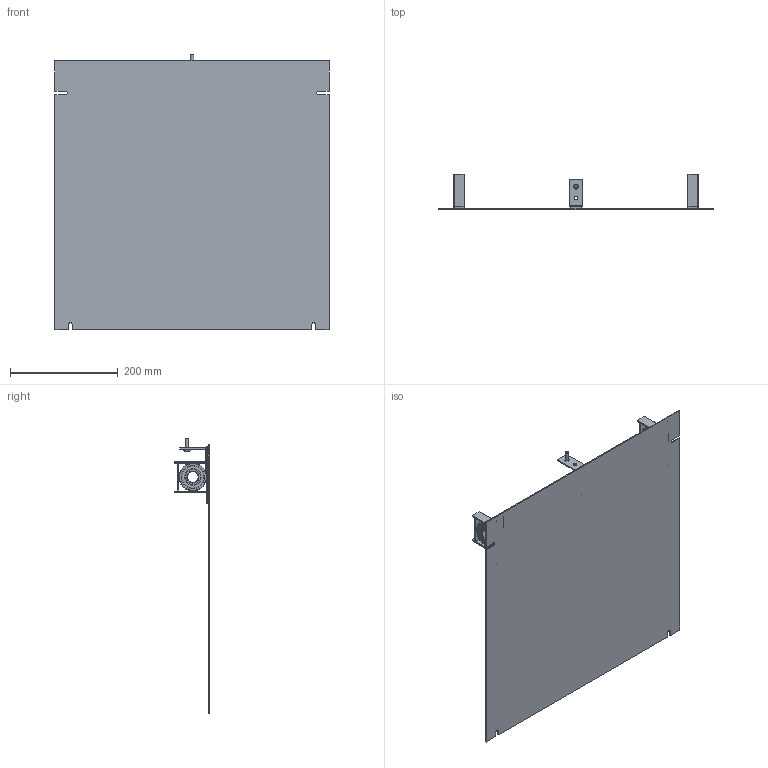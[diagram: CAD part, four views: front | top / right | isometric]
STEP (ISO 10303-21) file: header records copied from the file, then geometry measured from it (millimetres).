
FILE_DESCRIPTION(/* description */ ('CAx-IF Rec.Pracs.---Representation and Presentation of Product Manufacturing Information (PMI)---4.0---2014-10-13','CAx-IF Rec.Pracs.---3D Tessellated Geometry---0.4---2014-09-14','2;1'),/* implementation_level */ '2;1');
FILE_NAME(/* name */ 'A_Crank_Side_Panel',/* time_stamp */ '2024-04-10T10:21:05+02:00',/* author */ ('Philippe COLBACH'),/* organization */ ('ETH Zurich'),/* preprocessor_version */ 'ST-DEVELOPER v18.1',/* originating_system */ 'SIEMENS PLM Software NX 1988',/* authorisation */ $);
FILE_SCHEMA (('AP242_MANAGED_MODEL_BASED_3D_ENGINEERING_MIM_LF { 1 0 10303 442 3 1 4 }'));
Length unit declared in the file: millimetre
Products named in the file (9): A_Crank_Side_Panel; Hex Head Screw, Grades A, B, DIN,M6x20; Single Row Radial Contact Ball Brg, 2RS W 2 Seals, DIN,6304_2RS; M_Bearing_Bracket_S_Side; M_Bearing_Bracket_S_Top; M_Bearing_Bracket_S_Base; M_Side_Panel_L; M_Corner_Bracket_Spacer; M_Corner_Bracket
Assembly tree (14 placements, depth 2):
  A_Crank_Side_Panel
    Hex Head Screw, Grades A, B, DIN,M6x20
    Single Row Radial Contact Ball Brg, 2RS W 2 Seals, DIN,6304_2RS  x2
    M_Bearing_Bracket_S_Side  x4
    M_Bearing_Bracket_S_Top  x2
    M_Bearing_Bracket_S_Base  x2
    M_Side_Panel_L
    M_Corner_Bracket_Spacer
    M_Corner_Bracket
Bounding box: 510 x 64.75 x 512 mm (x, y, z)
Volume: 587328.7 mm3; surface area: 575563.8 mm2
Topology: 48 solids, 48 shells, 238 faces, 552 edges, 364 vertices
Faces by surface type: plane 114, cylinder 76, sphere 28, cone 15, torus 5
Full cylindrical faces by diameter (mm): 6 x5, 8.88 x1, 20 x2, 28.52 x8, 30.667 x4, 41.333 x4, 43.48 x8, 52 x2
Entity records: 5189 total; most frequent: DIRECTION 950, CARTESIAN_POINT 869, ORIENTED_EDGE 512, AXIS2_PLACEMENT_3D 401, EDGE_CURVE 256, VERTEX_POINT 198, FACE_BOUND 192, EDGE_LOOP 178
